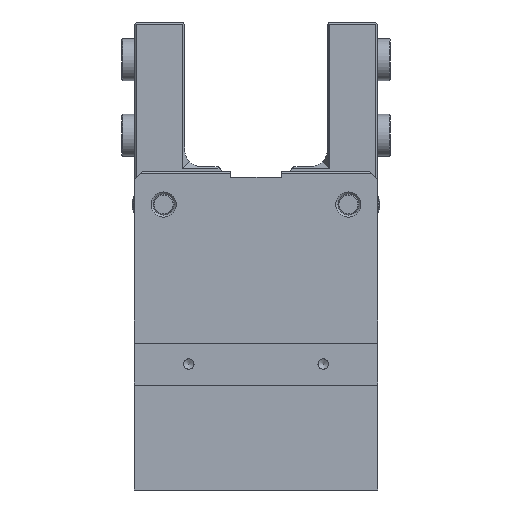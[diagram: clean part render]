
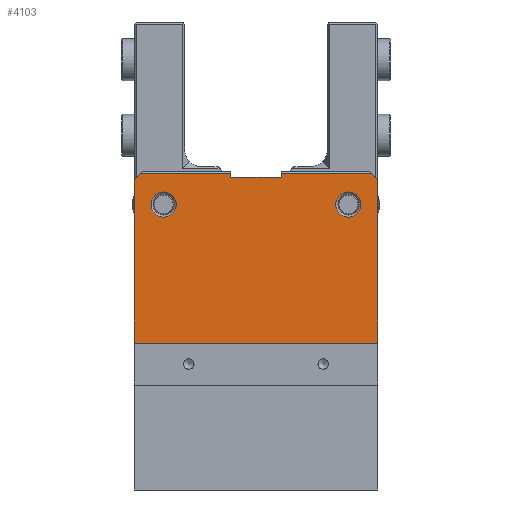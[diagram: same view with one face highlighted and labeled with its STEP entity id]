
A CAD part, front view. The second image highlights one B-rep face of the part: STEP entity #4103.
In plain terms, the highlighted planar face has unit normal (0, -1, 0).
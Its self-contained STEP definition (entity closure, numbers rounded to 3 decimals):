
#167=FACE_BOUND('',#638,.T.);
#168=FACE_BOUND('',#639,.T.);
#213=PLANE('',#4523);
#403=FACE_OUTER_BOUND('',#637,.T.);
#637=EDGE_LOOP('',(#3032,#3033,#3034,#3035,#3036,#3037,#3038,#3039,#3040,
#3041));
#638=EDGE_LOOP('',(#3042));
#639=EDGE_LOOP('',(#3043));
#921=LINE('',#6405,#1299);
#922=LINE('',#6407,#1300);
#923=LINE('',#6409,#1301);
#924=LINE('',#6411,#1302);
#925=LINE('',#6413,#1303);
#926=LINE('',#6415,#1304);
#927=LINE('',#6417,#1305);
#928=LINE('',#6419,#1306);
#929=LINE('',#6421,#1307);
#930=LINE('',#6422,#1308);
#1299=VECTOR('',#5129,10.);
#1300=VECTOR('',#5130,10.);
#1301=VECTOR('',#5131,10.);
#1302=VECTOR('',#5132,10.);
#1303=VECTOR('',#5133,10.);
#1304=VECTOR('',#5134,10.);
#1305=VECTOR('',#5135,10.);
#1306=VECTOR('',#5136,10.);
#1307=VECTOR('',#5137,10.);
#1308=VECTOR('',#5138,10.);
#1676=CIRCLE('',#4522,3.);
#1677=CIRCLE('',#4524,3.);
#1907=VERTEX_POINT('',#6399);
#1908=VERTEX_POINT('',#6403);
#1909=VERTEX_POINT('',#6404);
#1910=VERTEX_POINT('',#6406);
#1911=VERTEX_POINT('',#6408);
#1912=VERTEX_POINT('',#6410);
#1913=VERTEX_POINT('',#6412);
#1914=VERTEX_POINT('',#6414);
#1915=VERTEX_POINT('',#6416);
#1916=VERTEX_POINT('',#6418);
#1917=VERTEX_POINT('',#6420);
#1918=VERTEX_POINT('',#6423);
#2353=EDGE_CURVE('',#1907,#1907,#1676,.T.);
#2354=EDGE_CURVE('',#1908,#1909,#921,.T.);
#2355=EDGE_CURVE('',#1910,#1908,#922,.T.);
#2356=EDGE_CURVE('',#1911,#1910,#923,.T.);
#2357=EDGE_CURVE('',#1911,#1912,#924,.T.);
#2358=EDGE_CURVE('',#1912,#1913,#925,.T.);
#2359=EDGE_CURVE('',#1914,#1913,#926,.T.);
#2360=EDGE_CURVE('',#1915,#1914,#927,.T.);
#2361=EDGE_CURVE('',#1915,#1916,#928,.T.);
#2362=EDGE_CURVE('',#1916,#1917,#929,.T.);
#2363=EDGE_CURVE('',#1917,#1909,#930,.T.);
#2364=EDGE_CURVE('',#1918,#1918,#1677,.T.);
#3032=ORIENTED_EDGE('',*,*,#2354,.F.);
#3033=ORIENTED_EDGE('',*,*,#2355,.F.);
#3034=ORIENTED_EDGE('',*,*,#2356,.F.);
#3035=ORIENTED_EDGE('',*,*,#2357,.T.);
#3036=ORIENTED_EDGE('',*,*,#2358,.T.);
#3037=ORIENTED_EDGE('',*,*,#2359,.F.);
#3038=ORIENTED_EDGE('',*,*,#2360,.F.);
#3039=ORIENTED_EDGE('',*,*,#2361,.T.);
#3040=ORIENTED_EDGE('',*,*,#2362,.T.);
#3041=ORIENTED_EDGE('',*,*,#2363,.T.);
#3042=ORIENTED_EDGE('',*,*,#2364,.F.);
#3043=ORIENTED_EDGE('',*,*,#2353,.F.);
#4103=ADVANCED_FACE('',(#403,#167,#168),#213,.T.);
#4522=AXIS2_PLACEMENT_3D('',#6401,#5125,#5126);
#4523=AXIS2_PLACEMENT_3D('',#6402,#5127,#5128);
#4524=AXIS2_PLACEMENT_3D('',#6424,#5139,#5140);
#5125=DIRECTION('center_axis',(0.,-1.,0.));
#5126=DIRECTION('ref_axis',(1.,0.,0.));
#5127=DIRECTION('center_axis',(0.,-1.,0.));
#5128=DIRECTION('ref_axis',(1.,0.,0.));
#5129=DIRECTION('',(1.,0.,0.));
#5130=DIRECTION('',(0.707,0.,0.707));
#5131=DIRECTION('',(0.,0.,1.));
#5132=DIRECTION('',(1.,0.,0.));
#5133=DIRECTION('',(0.,0.,1.));
#5134=DIRECTION('',(0.707,0.,-0.707));
#5135=DIRECTION('',(1.,0.,0.));
#5136=DIRECTION('',(0.,0.,-1.));
#5137=DIRECTION('',(-1.,0.,0.));
#5138=DIRECTION('',(0.,0.,1.));
#5139=DIRECTION('center_axis',(0.,-1.,0.));
#5140=DIRECTION('ref_axis',(1.,0.,0.));
#6399=CARTESIAN_POINT('',(19.,-19.,68.));
#6401=CARTESIAN_POINT('Origin',(22.,-19.,68.));
#6402=CARTESIAN_POINT('Origin',(-29.,-19.,0.));
#6403=CARTESIAN_POINT('',(-27.5,-19.,75.5));
#6404=CARTESIAN_POINT('',(-6.,-19.,75.5));
#6405=CARTESIAN_POINT('',(-14.5,-19.,75.5));
#6406=CARTESIAN_POINT('',(-29.,-19.,74.));
#6407=CARTESIAN_POINT('',(-47.,-19.,56.));
#6408=CARTESIAN_POINT('',(-29.,-19.,35.));
#6409=CARTESIAN_POINT('',(-29.,-19.,0.));
#6410=CARTESIAN_POINT('',(29.,-19.,35.));
#6411=CARTESIAN_POINT('',(-32.235,-19.,35.));
#6412=CARTESIAN_POINT('',(29.,-19.,74.));
#6413=CARTESIAN_POINT('',(29.,-19.,0.));
#6414=CARTESIAN_POINT('',(27.5,-19.,75.5));
#6415=CARTESIAN_POINT('',(32.5,-19.,70.5));
#6416=CARTESIAN_POINT('',(6.,-19.,75.5));
#6417=CARTESIAN_POINT('',(-14.5,-19.,75.5));
#6418=CARTESIAN_POINT('',(6.,-19.,74.5));
#6419=CARTESIAN_POINT('',(6.,-19.,38.));
#6420=CARTESIAN_POINT('',(-6.,-19.,74.5));
#6421=CARTESIAN_POINT('',(-14.5,-19.,74.5));
#6422=CARTESIAN_POINT('',(-6.,-19.,38.));
#6423=CARTESIAN_POINT('',(-25.,-19.,68.));
#6424=CARTESIAN_POINT('Origin',(-22.,-19.,68.));
